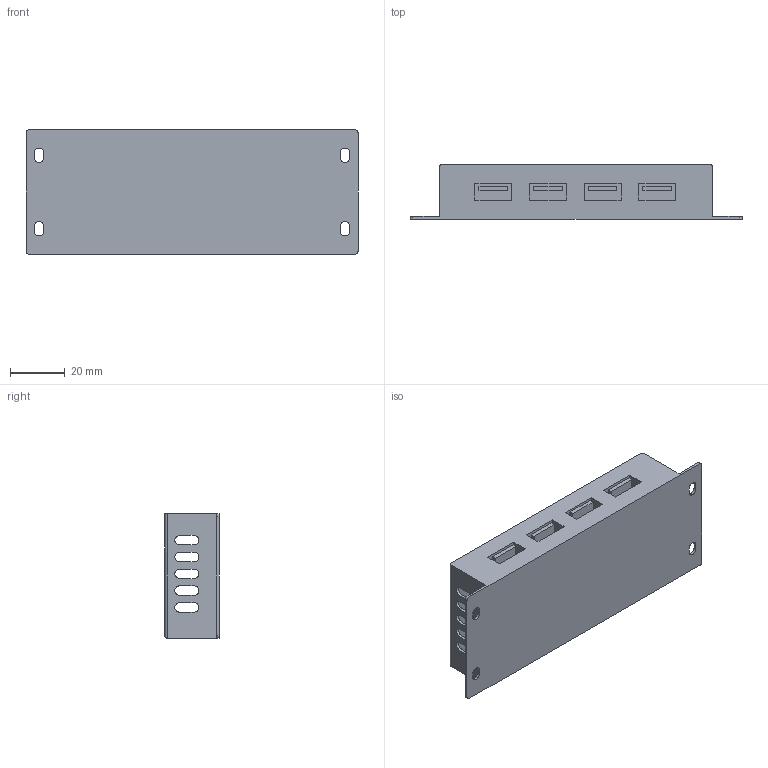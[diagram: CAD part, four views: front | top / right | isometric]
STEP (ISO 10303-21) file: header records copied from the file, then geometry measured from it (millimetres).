
FILE_DESCRIPTION(/* description */ (''),/* implementation_level */ '2;1');
FILE_NAME(/* name */ '4PminiH.stp',/* time_stamp */ '2016-07-18T09:12:02-04:00',/* author */ ('Kieran'),/* organization */ (''),/* preprocessor_version */ 'ST-DEVELOPER v15.6',/* originating_system */ 'Autodesk Inventor 2015',/* authorisation */ '');
FILE_SCHEMA (('AUTOMOTIVE_DESIGN { 1 0 10303 214 3 1 1 }'));
Length unit declared in the file: millimetre
Products named in the file (1): 4PminiH
Bounding box: 121.5 x 20 x 45.5 mm (x, y, z)
Volume: 16307.1 mm3; surface area: 32784.5 mm2
Topology: 1 solids, 1 shells, 153 faces, 397 edges, 264 vertices
Faces by surface type: plane 116, cylinder 37
Full cylindrical faces by diameter (mm): 4 x1, 6 x1
Entity records: 4713 total; most frequent: CARTESIAN_POINT 813, ORIENTED_EDGE 790, DIRECTION 775, EDGE_CURVE 395, LINE 323, VECTOR 323, VERTEX_POINT 264, AXIS2_PLACEMENT_3D 226
